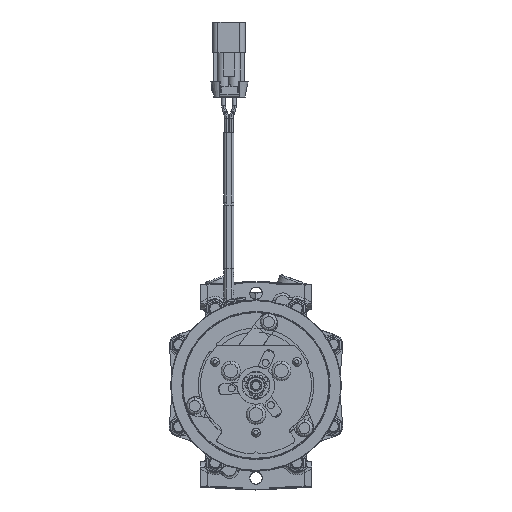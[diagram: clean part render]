
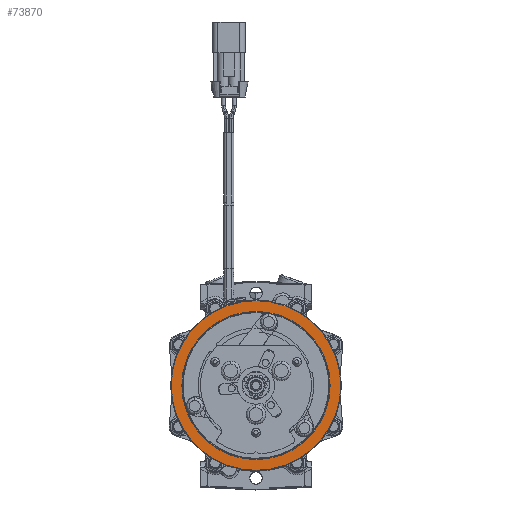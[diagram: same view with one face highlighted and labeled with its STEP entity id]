
A CAD part, top view. The second image highlights one B-rep face of the part: STEP entity #73870.
In plain terms, the highlighted planar face has unit normal (0, 0, 1).
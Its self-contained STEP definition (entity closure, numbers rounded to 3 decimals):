
#68586 = EDGE_CURVE ( 'NONE', #68618, #68620, #160728, .T. ) ;
#68618 = VERTEX_POINT ( 'NONE', #160781 ) ;
#68620 = VERTEX_POINT ( 'NONE', #160780 ) ;
#68882 = EDGE_CURVE ( 'NONE', #68900, #68884, #161184, .T. ) ;
#68884 = VERTEX_POINT ( 'NONE', #161185 ) ;
#68900 = VERTEX_POINT ( 'NONE', #161189 ) ;
#73785 = ORIENTED_EDGE ( 'NONE', *, *, #73806, .T. ) ;
#73786 = ORIENTED_EDGE ( 'NONE', *, *, #68882, .T. ) ;
#73787 = ORIENTED_EDGE ( 'NONE', *, *, #68586, .F. ) ;
#73788 = EDGE_LOOP ( 'NONE', ( #73787, #73878 ) ) ;
#73796 = EDGE_LOOP ( 'NONE', ( #73785, #73786 ) ) ;
#73806 = EDGE_CURVE ( 'NONE', #68884, #68900, #167340, .T. ) ;
#73870 = ADVANCED_FACE ( 'NONE', ( #167350, #167349 ), #167348, .T. ) ;
#73871 = EDGE_CURVE ( 'NONE', #68620, #68618, #167408, .T. ) ;
#73878 = ORIENTED_EDGE ( 'NONE', *, *, #73871, .F. ) ;
#160724 = DIRECTION ( 'NONE',  ( 0., -1., 0. ) ) ;
#160725 = DIRECTION ( 'NONE',  ( 0., 0., -1. ) ) ;
#160726 = CARTESIAN_POINT ( 'NONE',  ( 1.019, 0., 110.903 ) ) ;
#160727 = AXIS2_PLACEMENT_3D ( 'NONE', #160726, #160725, #160724 ) ;
#160728 = CIRCLE ( 'NONE', #160727, 61.1 ) ;
#160780 = CARTESIAN_POINT ( 'NONE',  ( 1.019, 61.1, 110.903 ) ) ;
#160781 = CARTESIAN_POINT ( 'NONE',  ( 1.019, -61.1, 110.903 ) ) ;
#161180 = DIRECTION ( 'NONE',  ( 0., -1., 0. ) ) ;
#161181 = DIRECTION ( 'NONE',  ( 0., 0., -1. ) ) ;
#161182 = CARTESIAN_POINT ( 'NONE',  ( 1.019, 0., 110.903 ) ) ;
#161183 = AXIS2_PLACEMENT_3D ( 'NONE', #161182, #161181, #161180 ) ;
#161184 = CIRCLE ( 'NONE', #161183, 53.4 ) ;
#161185 = CARTESIAN_POINT ( 'NONE',  ( 1.019, -53.4, 110.903 ) ) ;
#161189 = CARTESIAN_POINT ( 'NONE',  ( 1.019, 53.4, 110.903 ) ) ;
#167336 = DIRECTION ( 'NONE',  ( 0., -1., 0. ) ) ;
#167337 = DIRECTION ( 'NONE',  ( 0., 0., -1. ) ) ;
#167338 = CARTESIAN_POINT ( 'NONE',  ( 1.019, 0., 110.903 ) ) ;
#167339 = AXIS2_PLACEMENT_3D ( 'NONE', #167338, #167337, #167336 ) ;
#167340 = CIRCLE ( 'NONE', #167339, 53.4 ) ;
#167344 = DIRECTION ( 'NONE',  ( 0., 1., 0. ) ) ;
#167345 = DIRECTION ( 'NONE',  ( 0., 0., 1. ) ) ;
#167346 = CARTESIAN_POINT ( 'NONE',  ( 1.019, -61.1, 110.903 ) ) ;
#167347 = AXIS2_PLACEMENT_3D ( 'NONE', #167346, #167345, #167344 ) ;
#167348 = PLANE ( 'NONE',  #167347 ) ;
#167349 = FACE_OUTER_BOUND ( 'NONE', #73788, .T. ) ;
#167350 = FACE_BOUND ( 'NONE', #73796, .T. ) ;
#167404 = DIRECTION ( 'NONE',  ( 0., -1., 0. ) ) ;
#167405 = DIRECTION ( 'NONE',  ( 0., 0., -1. ) ) ;
#167406 = CARTESIAN_POINT ( 'NONE',  ( 1.019, 0., 110.903 ) ) ;
#167407 = AXIS2_PLACEMENT_3D ( 'NONE', #167406, #167405, #167404 ) ;
#167408 = CIRCLE ( 'NONE', #167407, 61.1 ) ;
